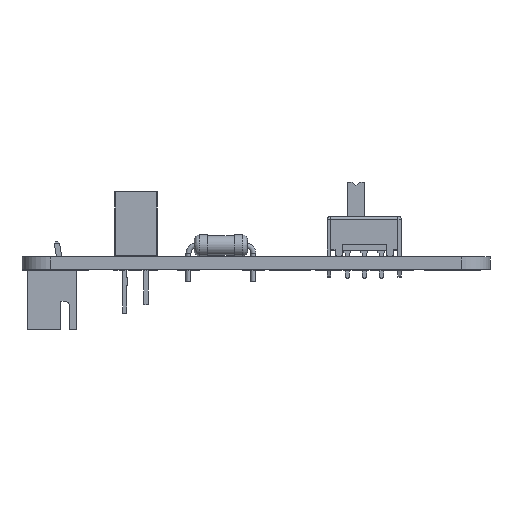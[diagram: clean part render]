
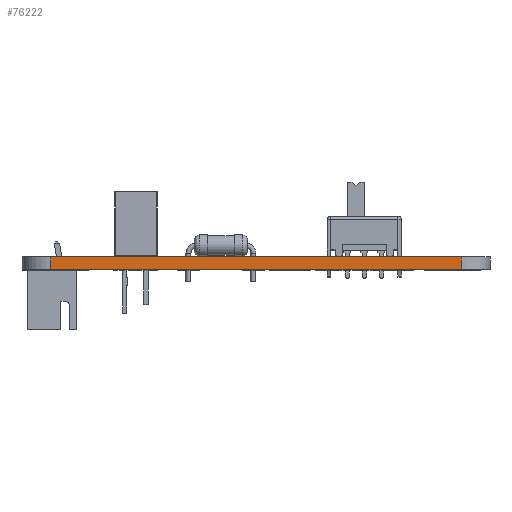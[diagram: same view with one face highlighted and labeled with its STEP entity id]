
A CAD part, left-side view. The second image highlights one B-rep face of the part: STEP entity #76222.
In plain terms, the highlighted planar face has unit normal (-1, 0, 0).
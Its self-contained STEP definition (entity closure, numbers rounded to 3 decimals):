
#2757=PLANE('',#80409);
#4369=FACE_OUTER_BOUND('',#6874,.T.);
#6874=EDGE_LOOP('',(#72658,#72659,#72660,#72661));
#17556=LINE('',#126344,#28362);
#17589=LINE('',#126602,#28395);
#17623=LINE('',#126861,#28429);
#17625=LINE('',#126865,#28431);
#28362=VECTOR('',#98502,1.);
#28395=VECTOR('',#98729,1.);
#28429=VECTOR('',#98957,1.);
#28431=VECTOR('',#98963,1.);
#42537=VERTEX_POINT('',#126341);
#42538=VERTEX_POINT('',#126343);
#42665=VERTEX_POINT('',#126599);
#42666=VERTEX_POINT('',#126601);
#55576=EDGE_CURVE('',#42537,#42538,#17556,.T.);
#55705=EDGE_CURVE('',#42666,#42665,#17589,.T.);
#55835=EDGE_CURVE('',#42538,#42665,#17623,.T.);
#55837=EDGE_CURVE('',#42537,#42666,#17625,.T.);
#72658=ORIENTED_EDGE('',*,*,#55837,.T.);
#72659=ORIENTED_EDGE('',*,*,#55705,.T.);
#72660=ORIENTED_EDGE('',*,*,#55835,.F.);
#72661=ORIENTED_EDGE('',*,*,#55576,.F.);
#76222=ADVANCED_FACE('',(#4369),#2757,.T.);
#80409=AXIS2_PLACEMENT_3D('',#126864,#98961,#98962);
#98502=DIRECTION('',(0.,1.,0.));
#98729=DIRECTION('',(0.,1.,0.));
#98957=DIRECTION('',(0.,0.,1.));
#98961=DIRECTION('center_axis',(-1.,0.,0.));
#98962=DIRECTION('ref_axis',(0.,1.,0.));
#98963=DIRECTION('',(0.,0.,1.));
#126341=CARTESIAN_POINT('',(-27.5,-24.1,0.));
#126343=CARTESIAN_POINT('',(-27.5,24.1,0.));
#126344=CARTESIAN_POINT('',(-27.5,-24.1,0.));
#126599=CARTESIAN_POINT('',(-27.5,24.1,1.51));
#126601=CARTESIAN_POINT('',(-27.5,-24.1,1.51));
#126602=CARTESIAN_POINT('',(-27.5,-24.1,1.51));
#126861=CARTESIAN_POINT('',(-27.5,24.1,0.));
#126864=CARTESIAN_POINT('Origin',(-27.5,-24.1,0.));
#126865=CARTESIAN_POINT('',(-27.5,-24.1,0.));
